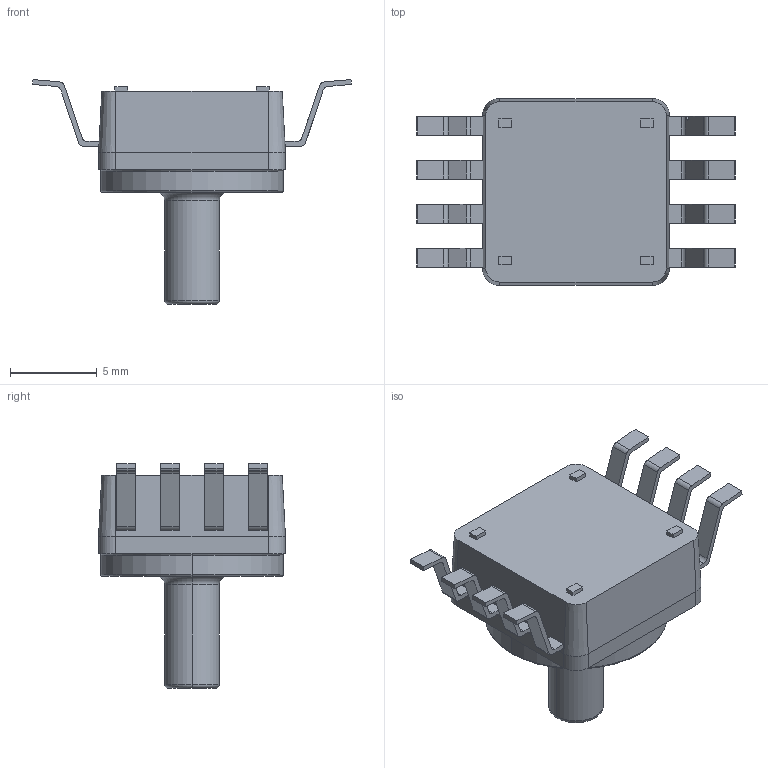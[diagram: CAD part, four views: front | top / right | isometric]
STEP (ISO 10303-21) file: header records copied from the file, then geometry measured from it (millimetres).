
FILE_DESCRIPTION (( 'STEP AP214' ), '1' );
FILE_NAME ('MPXV6115VC6U.STEP', '2023-02-19T14:44:56', ( '' ), ( '' ), 'SwSTEP 2.0', 'SolidWorks 2022', '' );
FILE_SCHEMA (( 'AUTOMOTIVE_DESIGN' ));
Length unit declared in the file: millimetre
Products named in the file (1): MPXV6115VC6U
Bounding box: 18.41 x 10.79 x 12.99 mm (x, y, z)
Volume: 680.1 mm3; surface area: 680.2 mm2
Topology: 1 solids, 1 shells, 165 faces, 425 edges, 278 vertices
Faces by surface type: plane 107, cylinder 46, torus 8, cone 4
Entity records: 6210 total; most frequent: CARTESIAN_POINT 881, DIRECTION 861, ORIENTED_EDGE 850, EDGE_CURVE 425, LINE 313, VECTOR 313, VERTEX_POINT 278, AXIS2_PLACEMENT_3D 274
